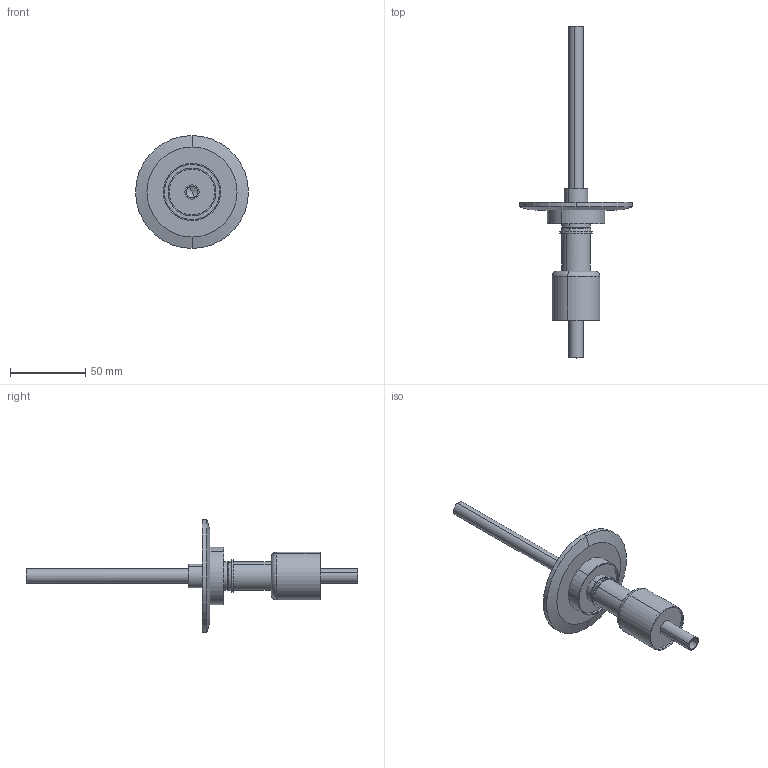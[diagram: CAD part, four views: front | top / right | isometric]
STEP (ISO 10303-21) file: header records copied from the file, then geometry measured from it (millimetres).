
FILE_DESCRIPTION (( 'STEP AP203' ), '1' );
FILE_NAME ('A1732-1-QF.STEP', '2021-06-22T20:31:03', ( '' ), ( '' ), 'SwSTEP 2.0', 'SolidWorks 2021', '' );
FILE_SCHEMA (( 'CONFIG_CONTROL_DESIGN' ));
Length unit declared in the file: inch
Products named in the file (1): A1732-1-QF
Bounding box: 74.93 x 220.29 x 74.93 mm (x, y, z)
Volume: 54379.5 mm3; surface area: 33790.5 mm2
Topology: 1 solids, 1 shells, 75 faces, 162 edges, 103 vertices
Faces by surface type: cylinder 40, plane 17, cone 12, torus 6
Entity records: 2153 total; most frequent: DIRECTION 420, CARTESIAN_POINT 339, ORIENTED_EDGE 320, AXIS2_PLACEMENT_3D 184, EDGE_CURVE 160, CIRCLE 108, VERTEX_POINT 103, EDGE_LOOP 91
